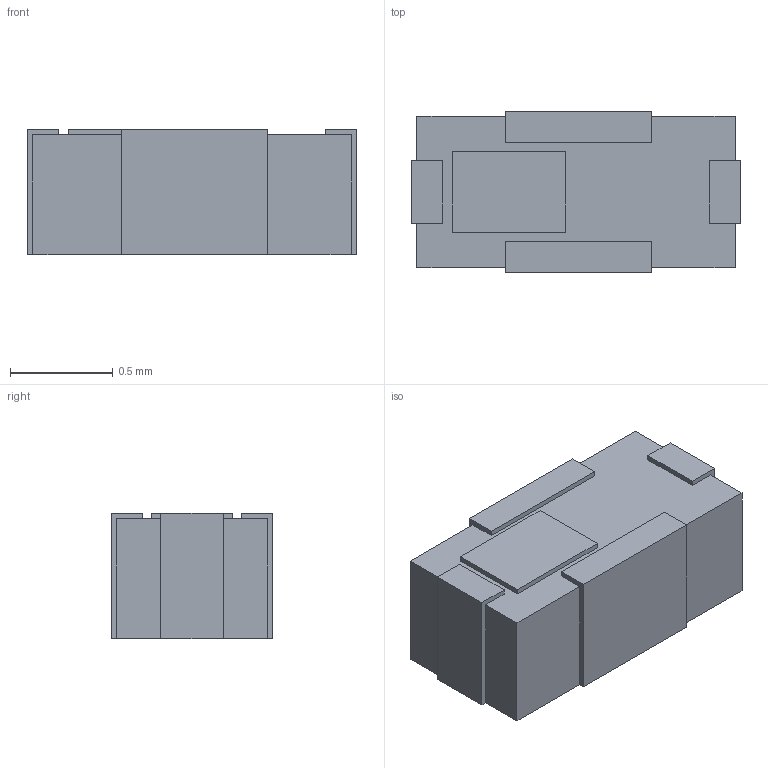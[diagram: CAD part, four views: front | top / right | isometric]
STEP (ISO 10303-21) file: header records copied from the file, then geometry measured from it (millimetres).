
FILE_DESCRIPTION(('FreeCAD Model'),'2;1');
FILE_NAME('MiniCircuits_JC0603-1.step','2021-06-26T04:56:55',( 'Author'),(''),'Open CASCADE STEP processor 7.3','FreeCAD','Unknown' );
FILE_SCHEMA(('AUTOMOTIVE_DESIGN { 1 0 10303 214 1 1 1 1 }'));
Length unit declared in the file: millimetre
Products named in the file (1): JC0603-1
Bounding box: 1.6 x 0.79 x 0.61 mm (x, y, z)
Volume: 0.7 mm3; surface area: 5.4 mm2
Topology: 1 solids, 1 shells, 44 faces, 116 edges, 76 vertices
Faces by surface type: plane 44
Entity records: 3158 total; most frequent: CARTESIAN_POINT 469, DIRECTION 438, LINE 348, VECTOR 348, ORIENTED_EDGE 232, PCURVE 232, DEFINITIONAL_REPRESENTATION 232, EDGE_CURVE 116
